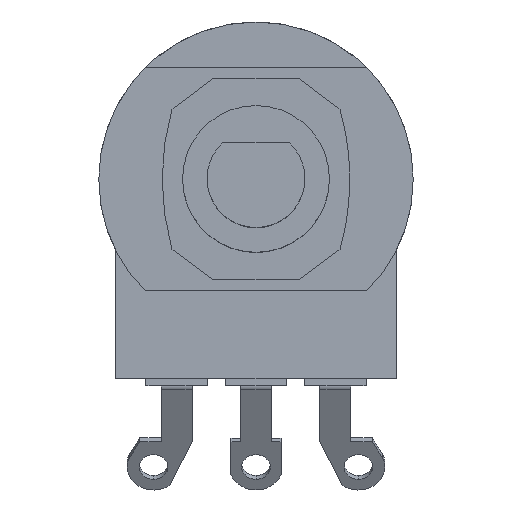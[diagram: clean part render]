
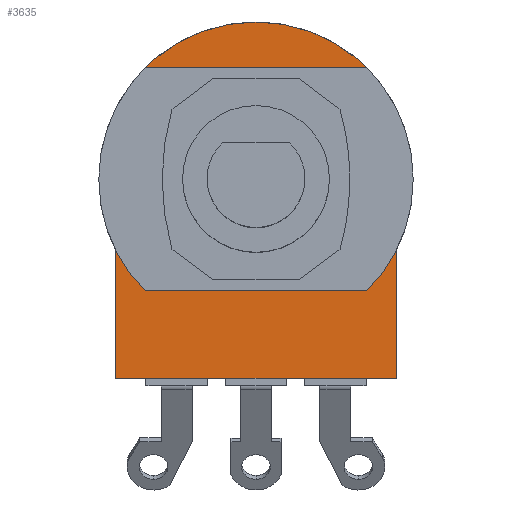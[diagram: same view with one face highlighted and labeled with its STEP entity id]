
A CAD part, top view. The second image highlights one B-rep face of the part: STEP entity #3635.
In plain terms, the highlighted planar face has unit normal (0, 0, 1).
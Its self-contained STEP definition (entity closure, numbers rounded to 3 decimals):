
#99 = CARTESIAN_POINT ( 'NONE',  ( 9.1, -12.9, -1.95 ) ) ;
#100 = DIRECTION ( 'NONE',  ( 0., -1., 0. ) ) ;
#101 = VECTOR ( 'NONE', #100, 1000. ) ;
#102 = CARTESIAN_POINT ( 'NONE',  ( 9.1, -4.608, -1.95 ) ) ;
#103 = LINE ( 'NONE', #102, #101 ) ;
#112 = CARTESIAN_POINT ( 'NONE',  ( 10.2, 0., -1.95 ) ) ;
#113 = DIRECTION ( 'NONE',  ( -1., 0., 0. ) ) ;
#114 = DIRECTION ( 'NONE',  ( 0., 0., -1. ) ) ;
#115 = CARTESIAN_POINT ( 'NONE',  ( 0., 0., -1.95 ) ) ;
#116 = AXIS2_PLACEMENT_3D ( 'NONE', #115, #114, #113 ) ;
#117 = CIRCLE ( 'NONE', #116, 10.2 ) ;
#128 = CARTESIAN_POINT ( 'NONE',  ( -9.1, -4.608, -1.95 ) ) ;
#129 = CARTESIAN_POINT ( 'NONE',  ( -9.1, -12.9, -1.95 ) ) ;
#130 = DIRECTION ( 'NONE',  ( 0., 1., 0. ) ) ;
#131 = VECTOR ( 'NONE', #130, 1000. ) ;
#132 = CARTESIAN_POINT ( 'NONE',  ( -9.1, -4.608, -1.95 ) ) ;
#133 = LINE ( 'NONE', #132, #131 ) ;
#188 = CARTESIAN_POINT ( 'NONE',  ( 9.1, -4.608, -1.95 ) ) ;
#189 = DIRECTION ( 'NONE',  ( -1., 0., 0. ) ) ;
#190 = DIRECTION ( 'NONE',  ( 0., 0., -1. ) ) ;
#191 = CARTESIAN_POINT ( 'NONE',  ( 0., 0., -1.95 ) ) ;
#192 = AXIS2_PLACEMENT_3D ( 'NONE', #191, #190, #189 ) ;
#193 = CIRCLE ( 'NONE', #192, 10.2 ) ;
#226 = DIRECTION ( 'NONE',  ( -1., 0., 0. ) ) ;
#227 = DIRECTION ( 'NONE',  ( 0., 0., -1. ) ) ;
#228 = CARTESIAN_POINT ( 'NONE',  ( 0., 0., -1.95 ) ) ;
#229 = AXIS2_PLACEMENT_3D ( 'NONE', #228, #227, #226 ) ;
#230 = PLANE ( 'NONE',  #229 ) ;
#245 = FACE_OUTER_BOUND ( 'NONE', #3636, .T. ) ;
#305 = DIRECTION ( 'NONE',  ( -1., 0., 0. ) ) ;
#306 = VECTOR ( 'NONE', #305, 1000. ) ;
#307 = CARTESIAN_POINT ( 'NONE',  ( 9.1, -12.9, -1.95 ) ) ;
#308 = LINE ( 'NONE', #307, #306 ) ;
#323 = DIRECTION ( 'NONE',  ( -1., 0., 0. ) ) ;
#324 = DIRECTION ( 'NONE',  ( 0., 0., -1. ) ) ;
#325 = CARTESIAN_POINT ( 'NONE',  ( 0., 0., -1.95 ) ) ;
#326 = AXIS2_PLACEMENT_3D ( 'NONE', #325, #324, #323 ) ;
#327 = CIRCLE ( 'NONE', #326, 10.2 ) ;
#3445 = VERTEX_POINT ( 'NONE', #5087 ) ;
#3582 = EDGE_CURVE ( 'NONE', #3613, #3583, #103, .T. ) ;
#3583 = VERTEX_POINT ( 'NONE', #99 ) ;
#3590 = EDGE_CURVE ( 'NONE', #3591, #3592, #133, .T. ) ;
#3591 = VERTEX_POINT ( 'NONE', #129 ) ;
#3592 = VERTEX_POINT ( 'NONE', #128 ) ;
#3601 = EDGE_CURVE ( 'NONE', #3445, #3602, #117, .T. ) ;
#3602 = VERTEX_POINT ( 'NONE', #112 ) ;
#3612 = EDGE_CURVE ( 'NONE', #3602, #3613, #193, .T. ) ;
#3613 = VERTEX_POINT ( 'NONE', #188 ) ;
#3635 = ADVANCED_FACE ( 'NONE', ( #245 ), #230, .F. ) ;
#3636 = EDGE_LOOP ( 'NONE', ( #3637, #3688, #3689, #3690, #3691, #3692 ) ) ;
#3637 = ORIENTED_EDGE ( 'NONE', *, *, #3590, .F. ) ;
#3646 = EDGE_CURVE ( 'NONE', #3583, #3591, #308, .T. ) ;
#3658 = EDGE_CURVE ( 'NONE', #3592, #3445, #327, .T. ) ;
#3688 = ORIENTED_EDGE ( 'NONE', *, *, #3646, .F. ) ;
#3689 = ORIENTED_EDGE ( 'NONE', *, *, #3582, .F. ) ;
#3690 = ORIENTED_EDGE ( 'NONE', *, *, #3612, .F. ) ;
#3691 = ORIENTED_EDGE ( 'NONE', *, *, #3601, .F. ) ;
#3692 = ORIENTED_EDGE ( 'NONE', *, *, #3658, .F. ) ;
#5087 = CARTESIAN_POINT ( 'NONE',  ( -10.2, 0., -1.95 ) ) ;
